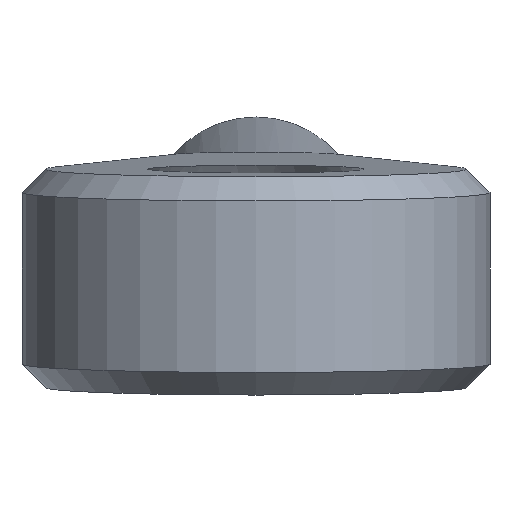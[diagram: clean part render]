
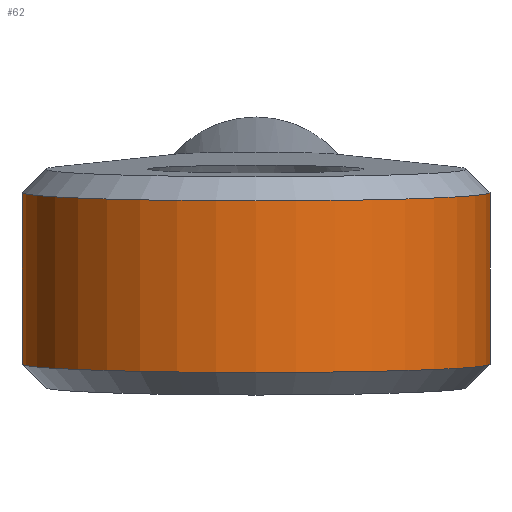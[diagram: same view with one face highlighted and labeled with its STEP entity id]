
A CAD part, front view. The second image highlights one B-rep face of the part: STEP entity #62.
In plain terms, the highlighted cylindrical face has radius 9.525 mm (diameter 19.05 mm), a partial arc.
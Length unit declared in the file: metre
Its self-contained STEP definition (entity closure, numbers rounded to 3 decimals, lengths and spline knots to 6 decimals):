
#62 = ADVANCED_FACE( '', ( #134 ), #135, .T. );
#134 = FACE_OUTER_BOUND( '', #211, .T. );
#135 = CYLINDRICAL_SURFACE( '', #212, 0.009525 );
#211 = EDGE_LOOP( '', ( #331, #332, #333, #334 ) );
#212 = AXIS2_PLACEMENT_3D( '', #335, #336, #337 );
#331 = ORIENTED_EDGE( '', *, *, #480, .F. );
#332 = ORIENTED_EDGE( '', *, *, #471, .T. );
#333 = ORIENTED_EDGE( '', *, *, #476, .T. );
#334 = ORIENTED_EDGE( '', *, *, #481, .T. );
#335 = CARTESIAN_POINT( '', ( -0.062249, -2.271942, 8.450625 ) );
#336 = DIRECTION( '', ( 0., -0.036, 0.999 ) );
#337 = DIRECTION( '', ( 0., 0.999, 0.036 ) );
#471 = EDGE_CURVE( '', #563, #557, #565, .F. );
#476 = EDGE_CURVE( '', #557, #570, #572, .T. );
#480 = EDGE_CURVE( '', #563, #576, #577, .T. );
#481 = EDGE_CURVE( '', #570, #576, #578, .F. );
#557 = VERTEX_POINT( '', #696 );
#563 = VERTEX_POINT( '', #705 );
#565 = CIRCLE( '', #708, 0.009525 );
#570 = VERTEX_POINT( '', #715 );
#572 = LINE( '', #718, #719 );
#576 = VERTEX_POINT( '', #724 );
#577 = LINE( '', #725, #726 );
#578 = CIRCLE( '', #727, 0.009525 );
#696 = CARTESIAN_POINT( '', ( -0.071273, -2.027916, 1.689731 ) );
#705 = CARTESIAN_POINT( '', ( -0.053225, -2.027916, 1.689731 ) );
#708 = AXIS2_PLACEMENT_3D( '', #816, #817, #818 );
#715 = CARTESIAN_POINT( '', ( -0.071273, -2.027667, 1.68275 ) );
#718 = CARTESIAN_POINT( '', ( -0.071273, -2.268896, 8.450733 ) );
#719 = VECTOR( '', #822, 1. );
#724 = CARTESIAN_POINT( '', ( -0.053225, -2.027667, 1.68275 ) );
#725 = CARTESIAN_POINT( '', ( -0.053225, -2.268896, 8.450733 ) );
#726 = VECTOR( '', #824, 1. );
#727 = AXIS2_PLACEMENT_3D( '', #825, #826, #827 );
#816 = CARTESIAN_POINT( '', ( -0.062249, -2.030962, 1.689622 ) );
#817 = DIRECTION( '', ( 0., -0.036, 0.999 ) );
#818 = DIRECTION( '', ( 0., -0.999, -0.036 ) );
#822 = DIRECTION( '', ( 0., 0.036, -0.999 ) );
#824 = DIRECTION( '', ( 0., 0.036, -0.999 ) );
#825 = CARTESIAN_POINT( '', ( -0.062249, -2.030713, 1.682642 ) );
#826 = DIRECTION( '', ( 0., 0.036, -0.999 ) );
#827 = DIRECTION( '', ( 0., 0.999, 0.036 ) );
